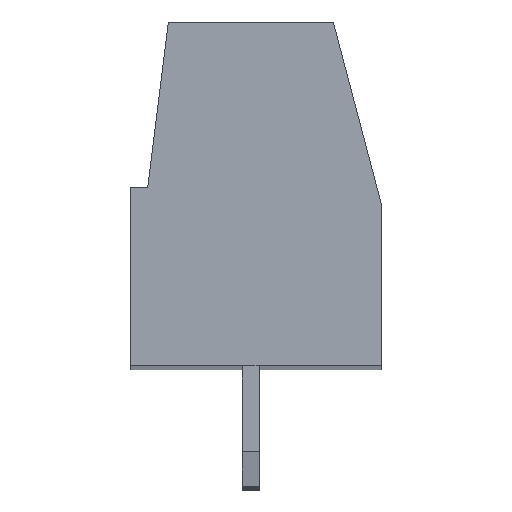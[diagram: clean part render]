
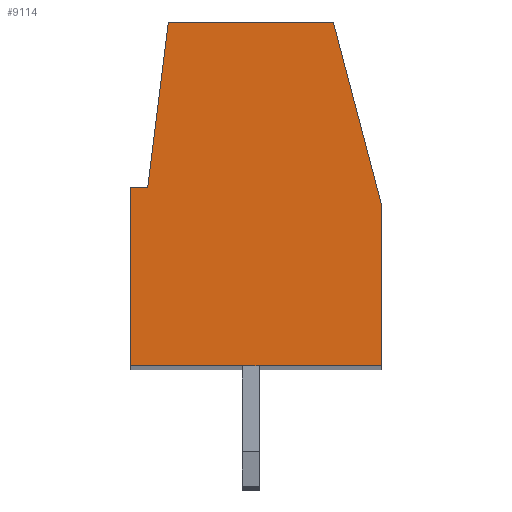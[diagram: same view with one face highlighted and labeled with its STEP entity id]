
A CAD part, top view. The second image highlights one B-rep face of the part: STEP entity #9114.
In plain terms, the highlighted planar face has unit normal (0, 0, 1).
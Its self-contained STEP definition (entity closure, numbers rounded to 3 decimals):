
#13=DIRECTION('',(0.,1.,0.));
#14=VECTOR('',#13,5.2);
#15=CARTESIAN_POINT('',(-3.5,-3.305,65.1));
#16=LINE('',#15,#14);
#17=DIRECTION('',(1.,0.,0.));
#18=VECTOR('',#17,0.5);
#19=CARTESIAN_POINT('',(-3.5,1.895,65.1));
#20=LINE('',#19,#18);
#21=DIRECTION('',(0.124,0.992,0.));
#22=VECTOR('',#21,4.837);
#23=CARTESIAN_POINT('',(-3.,1.895,65.1));
#24=LINE('',#23,#22);
#25=DIRECTION('',(1.,0.,0.));
#26=VECTOR('',#25,4.8);
#27=CARTESIAN_POINT('',(-2.4,6.695,65.1));
#28=LINE('',#27,#26);
#29=DIRECTION('',(0.255,-0.967,0.));
#30=VECTOR('',#29,5.482);
#31=CARTESIAN_POINT('',(2.4,6.695,65.1));
#32=LINE('',#31,#30);
#33=DIRECTION('',(0.,-1.,0.));
#34=VECTOR('',#33,4.7);
#35=CARTESIAN_POINT('',(3.8,1.395,65.1));
#36=LINE('',#35,#34);
#37=DIRECTION('',(-1.,0.,0.));
#38=VECTOR('',#37,7.3);
#39=CARTESIAN_POINT('',(3.8,-3.305,65.1));
#40=LINE('',#39,#38);
#7203=CARTESIAN_POINT('',(-3.5,-3.305,65.1));
#7204=CARTESIAN_POINT('',(-3.5,1.895,65.1));
#7205=VERTEX_POINT('',#7203);
#7206=VERTEX_POINT('',#7204);
#7207=CARTESIAN_POINT('',(3.8,-3.305,65.1));
#7208=VERTEX_POINT('',#7207);
#7209=CARTESIAN_POINT('',(3.8,1.395,65.1));
#7210=VERTEX_POINT('',#7209);
#7211=CARTESIAN_POINT('',(2.4,6.695,65.1));
#7212=VERTEX_POINT('',#7211);
#7213=CARTESIAN_POINT('',(-2.4,6.695,65.1));
#7214=VERTEX_POINT('',#7213);
#7215=CARTESIAN_POINT('',(-3.,1.895,65.1));
#7216=VERTEX_POINT('',#7215);
#9093=CARTESIAN_POINT('',(0.,0.,65.1));
#9094=DIRECTION('',(0.,0.,1.));
#9095=DIRECTION('',(1.,0.,0.));
#9096=AXIS2_PLACEMENT_3D('',#9093,#9094,#9095);
#9097=PLANE('',#9096);
#9099=ORIENTED_EDGE('',*,*,#9098,.T.);
#9101=ORIENTED_EDGE('',*,*,#9100,.T.);
#9103=ORIENTED_EDGE('',*,*,#9102,.T.);
#9105=ORIENTED_EDGE('',*,*,#9104,.T.);
#9107=ORIENTED_EDGE('',*,*,#9106,.T.);
#9109=ORIENTED_EDGE('',*,*,#9108,.T.);
#9111=ORIENTED_EDGE('',*,*,#9110,.T.);
#9112=EDGE_LOOP('',(#9099,#9101,#9103,#9105,#9107,#9109,#9111));
#9113=FACE_OUTER_BOUND('',#9112,.F.);
#9098=EDGE_CURVE('',#7205,#7206,#16,.T.);
#9100=EDGE_CURVE('',#7206,#7216,#20,.T.);
#9102=EDGE_CURVE('',#7216,#7214,#24,.T.);
#9104=EDGE_CURVE('',#7214,#7212,#28,.T.);
#9106=EDGE_CURVE('',#7212,#7210,#32,.T.);
#9108=EDGE_CURVE('',#7210,#7208,#36,.T.);
#9110=EDGE_CURVE('',#7208,#7205,#40,.T.);
#9114=ADVANCED_FACE('',(#9113),#9097,.T.);
